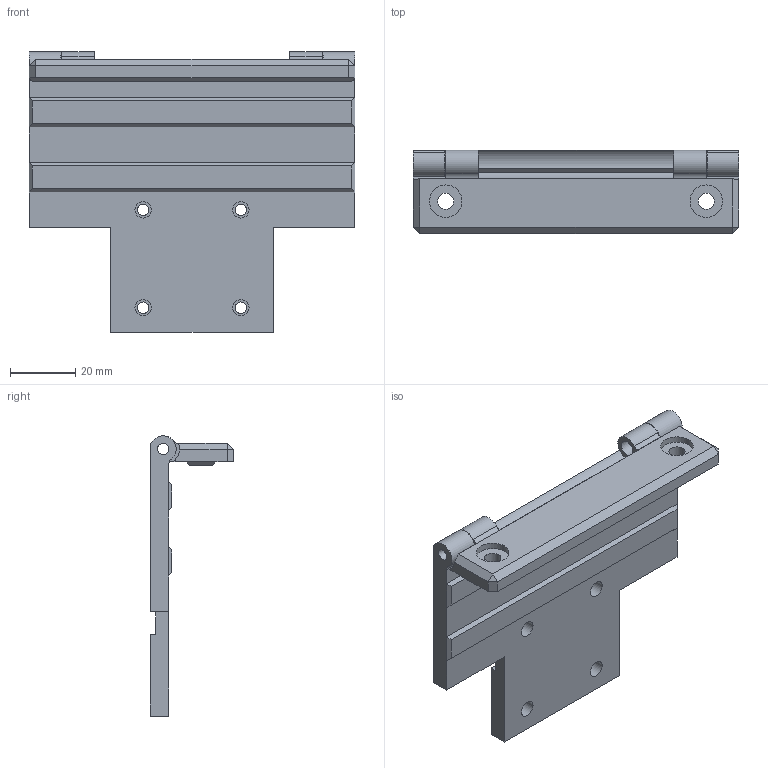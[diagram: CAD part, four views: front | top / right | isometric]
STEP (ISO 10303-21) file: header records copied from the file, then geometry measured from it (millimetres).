
FILE_DESCRIPTION(/* description */ (''),/* implementation_level */ '2;1');
FILE_NAME(/* name */ '1-PanelDue7i_hinged mount v8.step',/* time_stamp */ '2019-09-14T12:46:02-04:00',/* author */ (''),/* organization */ (''),/* preprocessor_version */ 'ST-DEVELOPER v18',/* originating_system */ 'Autodesk Translation Framework v8.6.0.1094',/* authorisation */ '');
FILE_SCHEMA (('AUTOMOTIVE_DESIGN { 1 0 10303 214 3 1 1 }'));
Length unit declared in the file: millimetre
Products named in the file (3): 1-PanelDue7i_hinged mount; top; side
Assembly tree (2 placements, depth 2):
  1-PanelDue7i_hinged mount
    top
    side
Bounding box: 100 x 25.7 x 85.99 mm (x, y, z)
Volume: 47213.2 mm3; surface area: 21610.8 mm2
Topology: 2 solids, 2 shells, 86 faces, 223 edges, 149 vertices
Faces by surface type: plane 55, cylinder 31
Full cylindrical faces by diameter (mm): 3.5 x8, 5 x8, 10 x2
Entity records: 2794 total; most frequent: DIRECTION 492, CARTESIAN_POINT 463, ORIENTED_EDGE 446, EDGE_CURVE 223, AXIS2_PLACEMENT_3D 178, VERTEX_POINT 149, LINE 136, VECTOR 136
